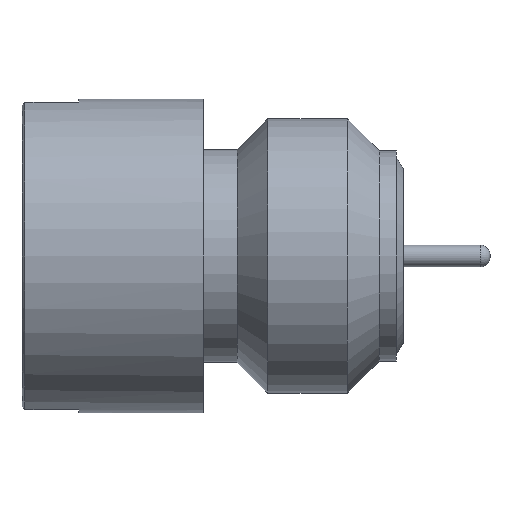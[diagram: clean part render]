
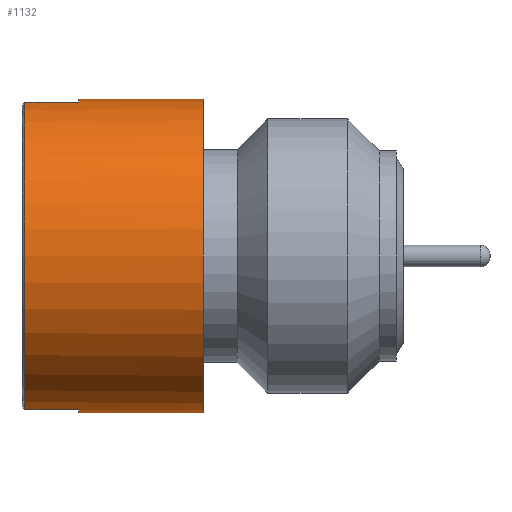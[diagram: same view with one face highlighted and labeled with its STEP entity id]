
A CAD part, front view. The second image highlights one B-rep face of the part: STEP entity #1132.
In plain terms, the highlighted cylindrical face has radius 2.76 mm (diameter 5.52 mm), a partial arc.
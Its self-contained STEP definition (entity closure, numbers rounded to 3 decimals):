
#11 = AXIS2_PLACEMENT_3D ( 'NONE', #2139, #57, #2146 ) ;
#14 = DIRECTION ( 'NONE',  ( 0., 0., 1. ) ) ;
#42 = CARTESIAN_POINT ( 'NONE',  ( -2.74, 0., 0. ) ) ;
#57 = DIRECTION ( 'NONE',  ( -1., 0., 0. ) ) ;
#139 = CARTESIAN_POINT ( 'NONE',  ( -3.821, -0.55, -2.705 ) ) ;
#146 = CARTESIAN_POINT ( 'NONE',  ( -1.79, 0., -2.76 ) ) ;
#163 = DIRECTION ( 'NONE',  ( -1., 0., 0. ) ) ;
#219 = DIRECTION ( 'NONE',  ( -1., 0., 0. ) ) ;
#223 = AXIS2_PLACEMENT_3D ( 'NONE', #1724, #960, #954 ) ;
#237 = CARTESIAN_POINT ( 'NONE',  ( 0.4, 0., 0. ) ) ;
#275 = AXIS2_PLACEMENT_3D ( 'NONE', #42, #978, #14 ) ;
#295 = CARTESIAN_POINT ( 'NONE',  ( -1.79, 0., 2.76 ) ) ;
#409 = DIRECTION ( 'NONE',  ( 0., 0., 1. ) ) ;
#411 = LINE ( 'NONE', #1723, #868 ) ;
#423 = EDGE_CURVE ( 'NONE', #817, #1533, #411, .T. ) ;
#427 = CARTESIAN_POINT ( 'NONE',  ( -2.74, -0.55, 2.705 ) ) ;
#507 = CARTESIAN_POINT ( 'NONE',  ( -2.74, -0.55, -2.705 ) ) ;
#584 = CARTESIAN_POINT ( 'NONE',  ( -1.79, -0.55, 2.705 ) ) ;
#591 = DIRECTION ( 'NONE',  ( 1., 0., 0. ) ) ;
#610 = ORIENTED_EDGE ( 'NONE', *, *, #423, .T. ) ;
#617 = VERTEX_POINT ( 'NONE', #507 ) ;
#635 = EDGE_CURVE ( 'NONE', #1533, #657, #2370, .T. ) ;
#636 = VERTEX_POINT ( 'NONE', #1906 ) ;
#657 = VERTEX_POINT ( 'NONE', #584 ) ;
#663 = DIRECTION ( 'NONE',  ( 1., 0., 0. ) ) ;
#676 = ORIENTED_EDGE ( 'NONE', *, *, #1323, .F. ) ;
#679 = CARTESIAN_POINT ( 'NONE',  ( -3.821, 0., -2.76 ) ) ;
#806 = ORIENTED_EDGE ( 'NONE', *, *, #1791, .T. ) ;
#817 = VERTEX_POINT ( 'NONE', #1236 ) ;
#862 = CARTESIAN_POINT ( 'NONE',  ( -3.821, -0.55, 2.705 ) ) ;
#868 = VECTOR ( 'NONE', #1909, 1000. ) ;
#883 = EDGE_CURVE ( 'NONE', #636, #617, #2329, .T. ) ;
#954 = DIRECTION ( 'NONE',  ( 0., 0., 1. ) ) ;
#955 = AXIS2_PLACEMENT_3D ( 'NONE', #237, #219, #409 ) ;
#960 = DIRECTION ( 'NONE',  ( 1., 0., 0. ) ) ;
#973 = EDGE_CURVE ( 'NONE', #1923, #657, #1708, .T. ) ;
#978 = DIRECTION ( 'NONE',  ( -1., 0., 0. ) ) ;
#1031 = CIRCLE ( 'NONE', #223, 2.76 ) ;
#1065 = DIRECTION ( 'NONE',  ( -1., 0., 0. ) ) ;
#1102 = EDGE_CURVE ( 'NONE', #617, #1923, #1516, .T. ) ;
#1132 = ADVANCED_FACE ( 'NONE', ( #2211 ), #2246, .T. ) ;
#1207 = CIRCLE ( 'NONE', #955, 2.76 ) ;
#1236 = CARTESIAN_POINT ( 'NONE',  ( 0.4, 0., 2.76 ) ) ;
#1323 = EDGE_CURVE ( 'NONE', #2191, #2156, #1592, .T. ) ;
#1458 = CARTESIAN_POINT ( 'NONE',  ( 0.4, 0., -2.76 ) ) ;
#1516 = CIRCLE ( 'NONE', #275, 2.76 ) ;
#1532 = CARTESIAN_POINT ( 'NONE',  ( -1.79, 0., 0. ) ) ;
#1533 = VERTEX_POINT ( 'NONE', #295 ) ;
#1592 = LINE ( 'NONE', #679, #1966 ) ;
#1702 = ORIENTED_EDGE ( 'NONE', *, *, #635, .T. ) ;
#1708 = LINE ( 'NONE', #862, #1784 ) ;
#1723 = CARTESIAN_POINT ( 'NONE',  ( -3.821, 0., 2.76 ) ) ;
#1724 = CARTESIAN_POINT ( 'NONE',  ( -1.79, 0., 0. ) ) ;
#1741 = EDGE_LOOP ( 'NONE', ( #676, #2002, #610, #1702, #2140, #1829, #1793, #806 ) ) ;
#1784 = VECTOR ( 'NONE', #663, 1000. ) ;
#1791 = EDGE_CURVE ( 'NONE', #636, #2156, #1031, .T. ) ;
#1793 = ORIENTED_EDGE ( 'NONE', *, *, #883, .F. ) ;
#1799 = VECTOR ( 'NONE', #163, 1000. ) ;
#1829 = ORIENTED_EDGE ( 'NONE', *, *, #1102, .F. ) ;
#1840 = EDGE_CURVE ( 'NONE', #2191, #817, #1207, .T. ) ;
#1906 = CARTESIAN_POINT ( 'NONE',  ( -1.79, -0.55, -2.705 ) ) ;
#1909 = DIRECTION ( 'NONE',  ( -1., 0., 0. ) ) ;
#1923 = VERTEX_POINT ( 'NONE', #427 ) ;
#1929 = DIRECTION ( 'NONE',  ( 0., 0., 1. ) ) ;
#1966 = VECTOR ( 'NONE', #1065, 1000. ) ;
#2002 = ORIENTED_EDGE ( 'NONE', *, *, #1840, .T. ) ;
#2139 = CARTESIAN_POINT ( 'NONE',  ( -3.821, 0., 0. ) ) ;
#2140 = ORIENTED_EDGE ( 'NONE', *, *, #973, .F. ) ;
#2146 = DIRECTION ( 'NONE',  ( 0., 0., 1. ) ) ;
#2156 = VERTEX_POINT ( 'NONE', #146 ) ;
#2191 = VERTEX_POINT ( 'NONE', #1458 ) ;
#2211 = FACE_OUTER_BOUND ( 'NONE', #1741, .T. ) ;
#2246 = CYLINDRICAL_SURFACE ( 'NONE', #11, 2.76 ) ;
#2329 = LINE ( 'NONE', #139, #1799 ) ;
#2370 = CIRCLE ( 'NONE', #2474, 2.76 ) ;
#2474 = AXIS2_PLACEMENT_3D ( 'NONE', #1532, #591, #1929 ) ;
